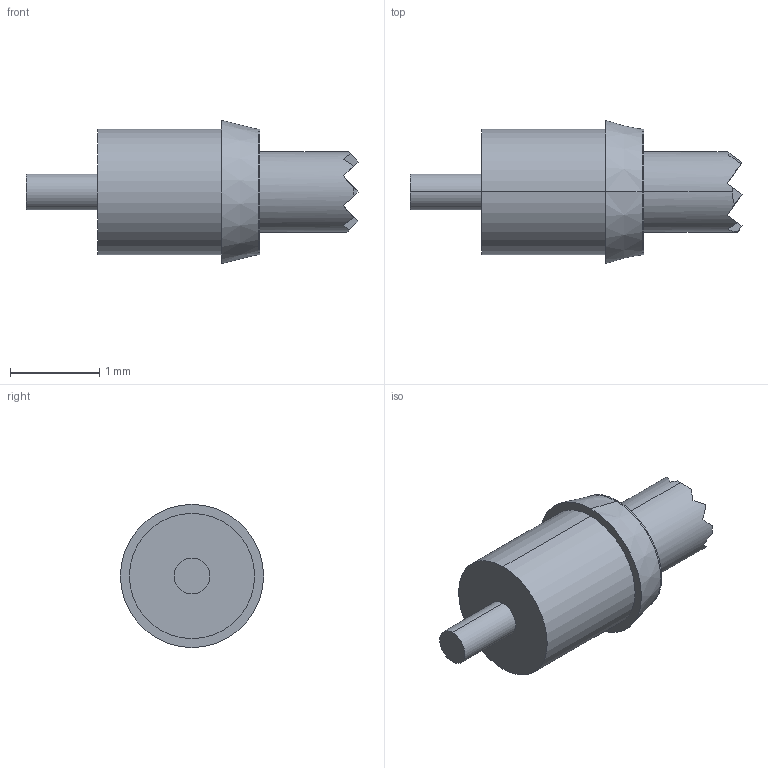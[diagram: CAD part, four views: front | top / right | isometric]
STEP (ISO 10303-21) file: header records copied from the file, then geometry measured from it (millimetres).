
FILE_DESCRIPTION (( 'STEP AP214' ), '1' );
FILE_NAME ('UEBK-12631.STEP', '2016-10-17T13:41:48', ( '' ), ( '' ), 'SwSTEP 2.0', 'SolidWorks 2016', '' );
FILE_SCHEMA (( 'AUTOMOTIVE_DESIGN' ));
Length unit declared in the file: millimetre
Products named in the file (1): UEBK-12631
Bounding box: 3.71 x 1.6 x 1.6 mm (x, y, z)
Volume: 3.6 mm3; surface area: 15.8 mm2
Topology: 1 solids, 1 shells, 34 faces, 80 edges, 51 vertices
Faces by surface type: plane 24, cylinder 8, cone 2
Entity records: 998 total; most frequent: CARTESIAN_POINT 232, ORIENTED_EDGE 160, DIRECTION 144, EDGE_CURVE 80, AXIS2_PLACEMENT_3D 51, VERTEX_POINT 51, LINE 42, VECTOR 42
